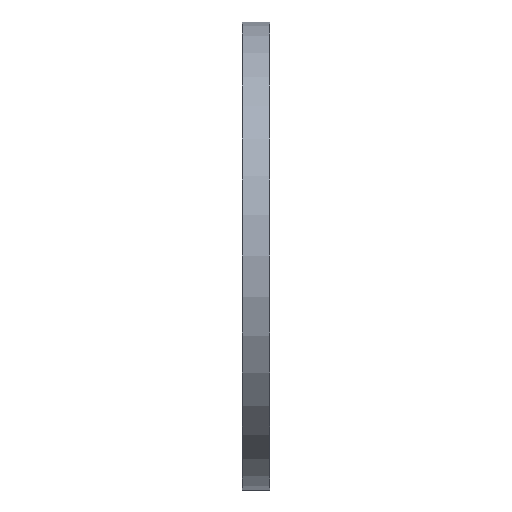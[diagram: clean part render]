
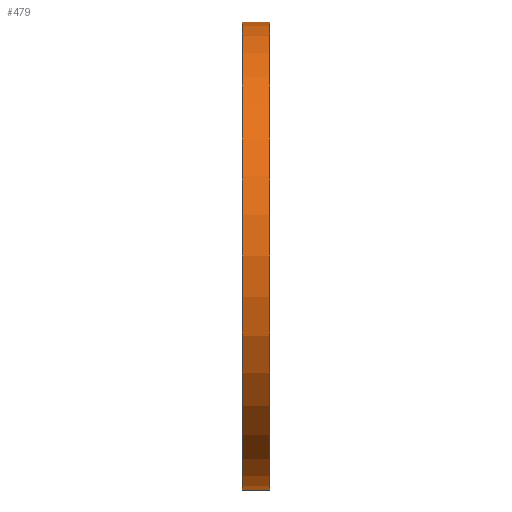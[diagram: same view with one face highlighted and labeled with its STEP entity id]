
A CAD part, left-side view. The second image highlights one B-rep face of the part: STEP entity #479.
In plain terms, the highlighted cylindrical face has radius 307.5 mm (diameter 615 mm), a partial arc.
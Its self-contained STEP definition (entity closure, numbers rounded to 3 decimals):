
#31 = FACE_OUTER_BOUND ( 'NONE', #1260, .T. ) ;
#53 = VECTOR ( 'NONE', #654, 1000. ) ;
#61 = EDGE_CURVE ( 'NONE', #135, #1087, #1020, .T. ) ;
#135 = VERTEX_POINT ( 'NONE', #1139 ) ;
#228 = CARTESIAN_POINT ( 'NONE',  ( 0., 34.695, 307.5 ) ) ;
#261 = AXIS2_PLACEMENT_3D ( 'NONE', #1348, #816, #590 ) ;
#265 = CARTESIAN_POINT ( 'NONE',  ( 0., 0., -307.5 ) ) ;
#286 = ORIENTED_EDGE ( 'NONE', *, *, #760, .F. ) ;
#311 = CARTESIAN_POINT ( 'NONE',  ( 0., 0., 307.5 ) ) ;
#330 = VERTEX_POINT ( 'NONE', #265 ) ;
#451 = ORIENTED_EDGE ( 'NONE', *, *, #1147, .T. ) ;
#479 = ADVANCED_FACE ( 'NONE', ( #31 ), #1617, .T. ) ;
#510 = CARTESIAN_POINT ( 'NONE',  ( 0., 36., 307.5 ) ) ;
#563 = DIRECTION ( 'NONE',  ( 0., 0., 1. ) ) ;
#569 = ORIENTED_EDGE ( 'NONE', *, *, #61, .F. ) ;
#570 = DIRECTION ( 'NONE',  ( 0., 1., 0. ) ) ;
#583 = CARTESIAN_POINT ( 'NONE',  ( 0., 34.695, 0. ) ) ;
#590 = DIRECTION ( 'NONE',  ( 0., 0., 1. ) ) ;
#614 = AXIS2_PLACEMENT_3D ( 'NONE', #1303, #1694, #638 ) ;
#638 = DIRECTION ( 'NONE',  ( 0., 0., 1. ) ) ;
#654 = DIRECTION ( 'NONE',  ( 0., 1., 0. ) ) ;
#691 = VECTOR ( 'NONE', #844, 1000. ) ;
#700 = CARTESIAN_POINT ( 'NONE',  ( 0., 34.695, -307.5 ) ) ;
#743 = ORIENTED_EDGE ( 'NONE', *, *, #1157, .T. ) ;
#760 = EDGE_CURVE ( 'NONE', #330, #135, #1486, .T. ) ;
#816 = DIRECTION ( 'NONE',  ( 0., 1., 0. ) ) ;
#844 = DIRECTION ( 'NONE',  ( 0., 1., 0. ) ) ;
#925 = VERTEX_POINT ( 'NONE', #311 ) ;
#1020 = CIRCLE ( 'NONE', #261, 307.5 ) ;
#1039 = LINE ( 'NONE', #228, #53 ) ;
#1087 = VERTEX_POINT ( 'NONE', #510 ) ;
#1139 = CARTESIAN_POINT ( 'NONE',  ( 0., 36., -307.5 ) ) ;
#1147 = EDGE_CURVE ( 'NONE', #925, #1087, #1039, .T. ) ;
#1157 = EDGE_CURVE ( 'NONE', #330, #925, #1609, .T. ) ;
#1260 = EDGE_LOOP ( 'NONE', ( #286, #743, #451, #569 ) ) ;
#1303 = CARTESIAN_POINT ( 'NONE',  ( 0., 0., 0. ) ) ;
#1348 = CARTESIAN_POINT ( 'NONE',  ( 0., 36., 0. ) ) ;
#1441 = AXIS2_PLACEMENT_3D ( 'NONE', #583, #570, #563 ) ;
#1486 = LINE ( 'NONE', #700, #691 ) ;
#1609 = CIRCLE ( 'NONE', #614, 307.5 ) ;
#1617 = CYLINDRICAL_SURFACE ( 'NONE', #1441, 307.5 ) ;
#1694 = DIRECTION ( 'NONE',  ( 0., 1., 0. ) ) ;
